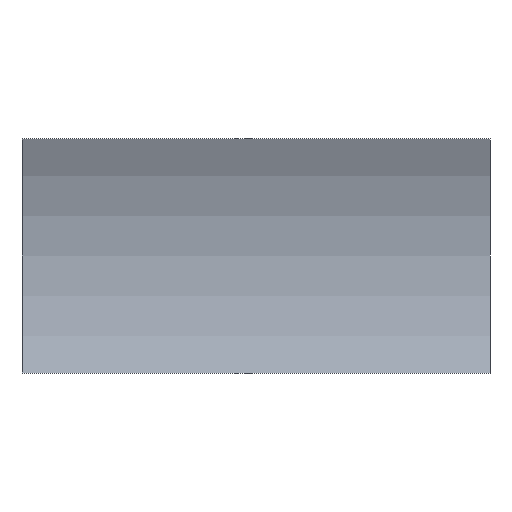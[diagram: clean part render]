
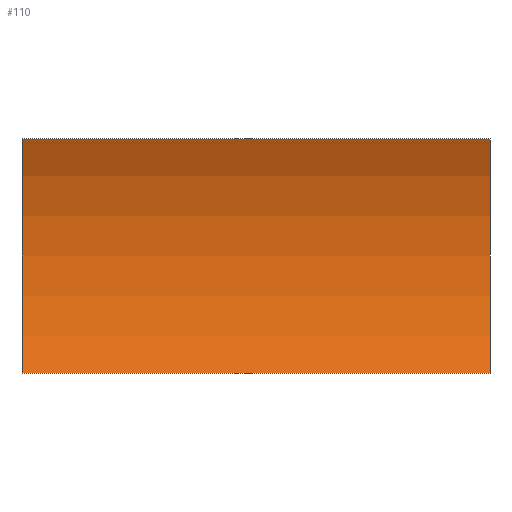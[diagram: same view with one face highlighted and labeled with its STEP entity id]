
A CAD part, left-side view. The second image highlights one B-rep face of the part: STEP entity #110.
In plain terms, the highlighted cylindrical face has radius 11.45 mm (diameter 22.9 mm), a partial arc.
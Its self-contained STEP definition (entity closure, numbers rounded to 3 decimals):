
#13 = VECTOR ( 'NONE', #18, 1000. ) ;
#18 = DIRECTION ( 'NONE',  ( 0., -1., 0. ) ) ;
#21 = DIRECTION ( 'NONE',  ( 0., 0., 1. ) ) ;
#25 = EDGE_CURVE ( 'NONE', #177, #70, #151, .T. ) ;
#31 = CARTESIAN_POINT ( 'NONE',  ( -13.45, 20., 5. ) ) ;
#32 = CYLINDRICAL_SURFACE ( 'NONE', #105, 11.45 ) ;
#37 = DIRECTION ( 'NONE',  ( 0., -1., 0. ) ) ;
#41 = AXIS2_PLACEMENT_3D ( 'NONE', #120, #122, #129 ) ;
#44 = VECTOR ( 'NONE', #190, 1000. ) ;
#50 = VERTEX_POINT ( 'NONE', #111 ) ;
#53 = ORIENTED_EDGE ( 'NONE', *, *, #192, .T. ) ;
#67 = EDGE_CURVE ( 'NONE', #50, #200, #79, .T. ) ;
#70 = VERTEX_POINT ( 'NONE', #137 ) ;
#72 = LINE ( 'NONE', #161, #44 ) ;
#77 = ORIENTED_EDGE ( 'NONE', *, *, #25, .T. ) ;
#79 = CIRCLE ( 'NONE', #133, 11.45 ) ;
#105 = AXIS2_PLACEMENT_3D ( 'NONE', #31, #114, #155 ) ;
#110 = ADVANCED_FACE ( 'NONE', ( #194 ), #32, .F. ) ;
#111 = CARTESIAN_POINT ( 'NONE',  ( -3.149, 20., 0. ) ) ;
#114 = DIRECTION ( 'NONE',  ( 0., -1., 0. ) ) ;
#120 = CARTESIAN_POINT ( 'NONE',  ( -13.45, 0., 5. ) ) ;
#122 = DIRECTION ( 'NONE',  ( 0., -1., 0. ) ) ;
#125 = LINE ( 'NONE', #148, #13 ) ;
#129 = DIRECTION ( 'NONE',  ( 0., 0., 1. ) ) ;
#133 = AXIS2_PLACEMENT_3D ( 'NONE', #146, #37, #21 ) ;
#137 = CARTESIAN_POINT ( 'NONE',  ( -3.149, 0., 10. ) ) ;
#140 = EDGE_CURVE ( 'NONE', #200, #70, #72, .T. ) ;
#146 = CARTESIAN_POINT ( 'NONE',  ( -13.45, 20., 5. ) ) ;
#148 = CARTESIAN_POINT ( 'NONE',  ( -3.149, 20., 0. ) ) ;
#150 = ORIENTED_EDGE ( 'NONE', *, *, #67, .F. ) ;
#151 = CIRCLE ( 'NONE', #41, 11.45 ) ;
#155 = DIRECTION ( 'NONE',  ( 0., 0., -1. ) ) ;
#161 = CARTESIAN_POINT ( 'NONE',  ( -3.149, 20., 10. ) ) ;
#164 = EDGE_LOOP ( 'NONE', ( #77, #176, #150, #53 ) ) ;
#168 = CARTESIAN_POINT ( 'NONE',  ( -3.149, 20., 10. ) ) ;
#176 = ORIENTED_EDGE ( 'NONE', *, *, #140, .F. ) ;
#177 = VERTEX_POINT ( 'NONE', #182 ) ;
#182 = CARTESIAN_POINT ( 'NONE',  ( -3.149, 0., 0. ) ) ;
#190 = DIRECTION ( 'NONE',  ( 0., -1., 0. ) ) ;
#192 = EDGE_CURVE ( 'NONE', #50, #177, #125, .T. ) ;
#194 = FACE_OUTER_BOUND ( 'NONE', #164, .T. ) ;
#200 = VERTEX_POINT ( 'NONE', #168 ) ;
